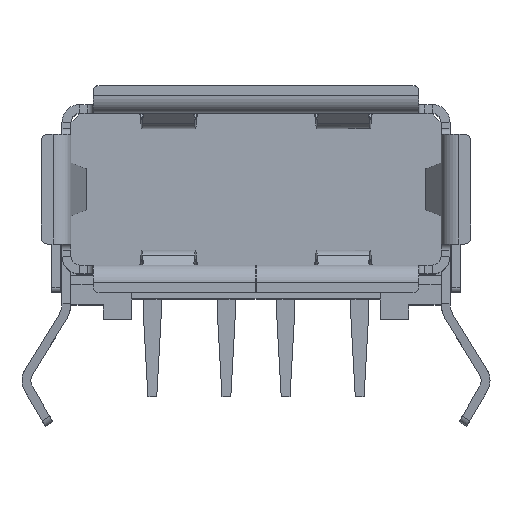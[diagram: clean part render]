
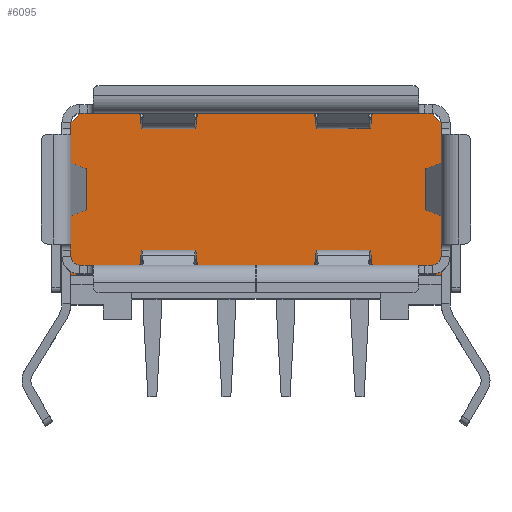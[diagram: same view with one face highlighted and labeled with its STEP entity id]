
A CAD part, top view. The second image highlights one B-rep face of the part: STEP entity #6095.
In plain terms, the highlighted planar face has unit normal (0, 0, 1).
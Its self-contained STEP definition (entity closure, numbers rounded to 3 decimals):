
#7 = ORIENTED_EDGE ( 'NONE', *, *, #6746, .F. ) ;
#140 = DIRECTION ( 'NONE',  ( 0., 1., 0. ) ) ;
#244 = ORIENTED_EDGE ( 'NONE', *, *, #8249, .F. ) ;
#447 = LINE ( 'NONE', #3785, #3872 ) ;
#560 = DIRECTION ( 'NONE',  ( -1., 0., 0. ) ) ;
#818 = CARTESIAN_POINT ( 'NONE',  ( 5.95, 2.56, -9.18 ) ) ;
#1126 = EDGE_CURVE ( 'NONE', #12613, #9885, #12244, .T. ) ;
#1205 = EDGE_CURVE ( 'NONE', #9885, #1762, #1430, .T. ) ;
#1267 = LINE ( 'NONE', #1598, #9442 ) ;
#1395 = DIRECTION ( 'NONE',  ( 0., 1., 0. ) ) ;
#1430 = LINE ( 'NONE', #13406, #2868 ) ;
#1594 = CARTESIAN_POINT ( 'NONE',  ( 6.25, -2.91, -9.18 ) ) ;
#1598 = CARTESIAN_POINT ( 'NONE',  ( 17.076, -2.91, -9.18 ) ) ;
#1689 = VECTOR ( 'NONE', #140, 1000. ) ;
#1762 = VERTEX_POINT ( 'NONE', #8620 ) ;
#1920 = EDGE_LOOP ( 'NONE', ( #5560, #11975, #10795, #244, #7, #4569 ) ) ;
#2126 = VERTEX_POINT ( 'NONE', #1594 ) ;
#2868 = VECTOR ( 'NONE', #8250, 1000. ) ;
#2976 = CARTESIAN_POINT ( 'NONE',  ( 17.076, 2.56, -9.18 ) ) ;
#3104 = CARTESIAN_POINT ( 'NONE',  ( -6.25, 2.56, -9.18 ) ) ;
#3107 = VERTEX_POINT ( 'NONE', #4809 ) ;
#3535 = EDGE_CURVE ( 'NONE', #2126, #5544, #1267, .T. ) ;
#3785 = CARTESIAN_POINT ( 'NONE',  ( -5.95, 2.56, -9.18 ) ) ;
#3872 = VECTOR ( 'NONE', #11094, 1000. ) ;
#3908 = CARTESIAN_POINT ( 'NONE',  ( -6.25, -2.91, -9.18 ) ) ;
#4569 = ORIENTED_EDGE ( 'NONE', *, *, #3535, .F. ) ;
#4809 = CARTESIAN_POINT ( 'NONE',  ( -6.25, 2.26, -9.18 ) ) ;
#5544 = VERTEX_POINT ( 'NONE', #3908 ) ;
#5560 = ORIENTED_EDGE ( 'NONE', *, *, #9755, .T. ) ;
#6095 = ADVANCED_FACE ( 'NONE', ( #9705 ), #8141, .F. ) ;
#6496 = CARTESIAN_POINT ( 'NONE',  ( 6.25, 2.26, -9.18 ) ) ;
#6746 = EDGE_CURVE ( 'NONE', #5544, #3107, #8049, .T. ) ;
#7789 = VECTOR ( 'NONE', #11191, 1000. ) ;
#8049 = LINE ( 'NONE', #3104, #1689 ) ;
#8141 = PLANE ( 'NONE',  #8401 ) ;
#8249 = EDGE_CURVE ( 'NONE', #3107, #1762, #447, .T. ) ;
#8250 = DIRECTION ( 'NONE',  ( -1., 0., 0. ) ) ;
#8401 = AXIS2_PLACEMENT_3D ( 'NONE', #2976, #13485, #12510 ) ;
#8620 = CARTESIAN_POINT ( 'NONE',  ( -5.95, 2.56, -9.18 ) ) ;
#9373 = LINE ( 'NONE', #12902, #10043 ) ;
#9442 = VECTOR ( 'NONE', #560, 1000. ) ;
#9705 = FACE_OUTER_BOUND ( 'NONE', #1920, .T. ) ;
#9755 = EDGE_CURVE ( 'NONE', #2126, #12613, #9373, .T. ) ;
#9885 = VERTEX_POINT ( 'NONE', #12992 ) ;
#10043 = VECTOR ( 'NONE', #1395, 1000. ) ;
#10795 = ORIENTED_EDGE ( 'NONE', *, *, #1205, .T. ) ;
#11094 = DIRECTION ( 'NONE',  ( 0.707, 0.707, 0. ) ) ;
#11191 = DIRECTION ( 'NONE',  ( -0.707, 0.707, 0. ) ) ;
#11975 = ORIENTED_EDGE ( 'NONE', *, *, #1126, .T. ) ;
#12244 = LINE ( 'NONE', #818, #7789 ) ;
#12510 = DIRECTION ( 'NONE',  ( 0., 1., 0. ) ) ;
#12613 = VERTEX_POINT ( 'NONE', #6496 ) ;
#12902 = CARTESIAN_POINT ( 'NONE',  ( 6.25, 2.56, -9.18 ) ) ;
#12992 = CARTESIAN_POINT ( 'NONE',  ( 5.95, 2.56, -9.18 ) ) ;
#13406 = CARTESIAN_POINT ( 'NONE',  ( 17.076, 2.56, -9.18 ) ) ;
#13485 = DIRECTION ( 'NONE',  ( 0., 0., -1. ) ) ;
